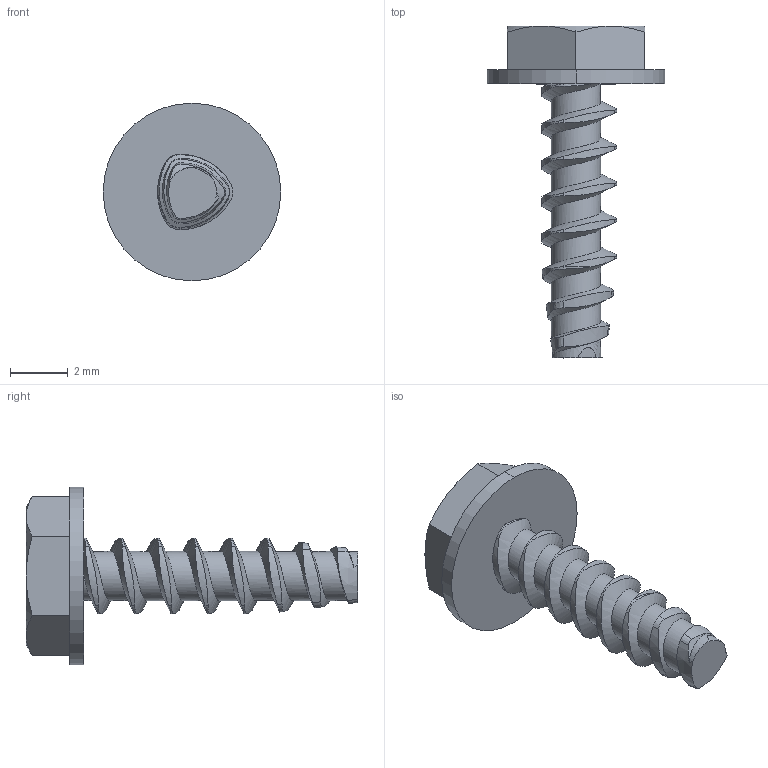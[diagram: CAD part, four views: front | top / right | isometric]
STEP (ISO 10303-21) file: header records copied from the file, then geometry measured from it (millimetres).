
FILE_DESCRIPTION (( 'STEP AP203' ), '1' );
FILE_NAME ('92400A130_HEX HEAD THREAD-FORMING SCREWS FOR PLASTIC.STEP', '2021-04-06T18:55:43', ( 'Administrator' ), ( 'Managed by Terraform' ), 'SwSTEP 2.0', 'SolidWorks 2017', '' );
FILE_SCHEMA (( 'CONFIG_CONTROL_DESIGN' ));
Length unit declared in the file: inch
Products named in the file (1): 92400A130_HEX HEAD THREAD-FORMING SCREWS FOR PLASTIC
Bounding box: 6.17 x 11.53 x 6.17 mm (x, y, z)
Volume: 73 mm3; surface area: 175.3 mm2
Topology: 1 solids, 1 shells, 73 faces, 199 edges, 130 vertices
Faces by surface type: cylinder 34, cone 25, plane 10, bspline 4
Entity records: 4291 total; most frequent: CARTESIAN_POINT 2602, ORIENTED_EDGE 398, DIRECTION 240, EDGE_CURVE 199, VERTEX_POINT 130, B_SPLINE_CURVE_WITH_KNOTS 115, AXIS2_PLACEMENT_3D 89, EDGE_LOOP 75
